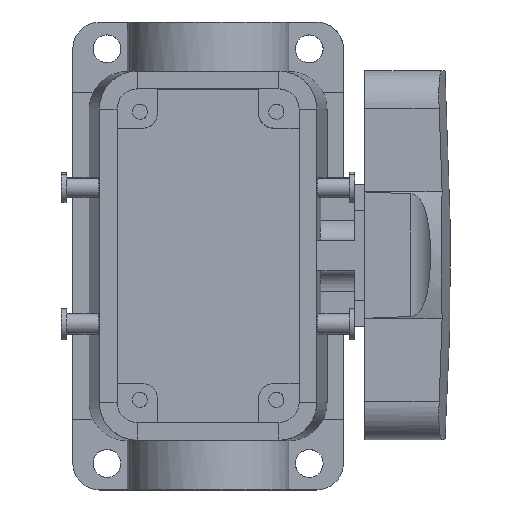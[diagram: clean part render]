
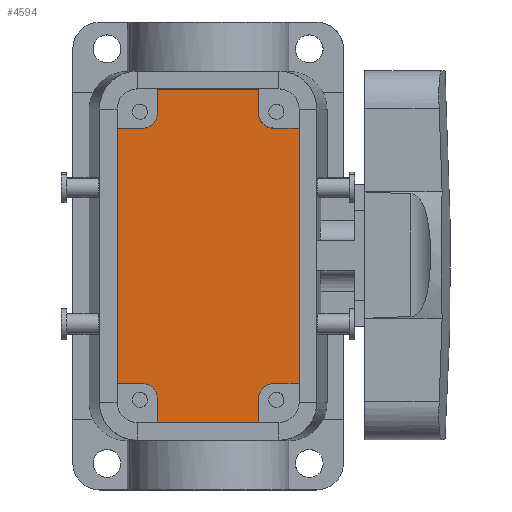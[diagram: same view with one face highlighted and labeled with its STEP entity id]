
A CAD part, top view. The second image highlights one B-rep face of the part: STEP entity #4594.
In plain terms, the highlighted planar face has unit normal (0, 0, 1).
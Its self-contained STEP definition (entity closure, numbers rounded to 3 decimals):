
#4469=AXIS2_PLACEMENT_3D('Plane Axis2P3D',#4466,#4467,#4468) ;
#3096=CARTESIAN_POINT('Vertex',(39.,13.25,5.5)) ;
#3099=CARTESIAN_POINT('Line Origine',(29.,13.25,5.5)) ;
#3103=CARTESIAN_POINT('Vertex',(19.,13.25,5.5)) ;
#3194=CARTESIAN_POINT('Vertex',(11.,21.,5.5)) ;
#3197=CARTESIAN_POINT('Line Origine',(11.,46.25,5.5)) ;
#3201=CARTESIAN_POINT('Vertex',(11.,71.5,5.5)) ;
#3269=CARTESIAN_POINT('Vertex',(19.,79.25,5.5)) ;
#3272=CARTESIAN_POINT('Line Origine',(29.,79.25,5.5)) ;
#3276=CARTESIAN_POINT('Vertex',(39.,79.25,5.5)) ;
#3367=CARTESIAN_POINT('Vertex',(47.,21.,5.5)) ;
#3393=CARTESIAN_POINT('Vertex',(47.,71.5,5.5)) ;
#3396=CARTESIAN_POINT('Line Origine',(47.,46.25,5.5)) ;
#4447=CARTESIAN_POINT('Line Origine',(39.,15.625,5.5)) ;
#4451=CARTESIAN_POINT('Vertex',(39.,18.,5.5)) ;
#4466=CARTESIAN_POINT('Axis2P3D Location',(29.,46.25,5.5)) ;
#4472=CARTESIAN_POINT('Control Point',(39.,18.,5.5)) ;
#4473=CARTESIAN_POINT('Control Point',(39.,18.339,5.5)) ;
#4474=CARTESIAN_POINT('Control Point',(39.048,18.679,5.5)) ;
#4475=CARTESIAN_POINT('Control Point',(39.144,19.009,5.5)) ;
#4476=CARTESIAN_POINT('Control Point',(39.427,19.634,5.5)) ;
#4477=CARTESIAN_POINT('Control Point',(39.872,20.155,5.5)) ;
#4478=CARTESIAN_POINT('Control Point',(40.13,20.383,5.5)) ;
#4479=CARTESIAN_POINT('Control Point',(40.639,20.717,5.5)) ;
#4480=CARTESIAN_POINT('Control Point',(41.213,20.913,5.5)) ;
#4481=CARTESIAN_POINT('Control Point',(41.473,20.971,5.5)) ;
#4482=CARTESIAN_POINT('Control Point',(41.736,21.,5.5)) ;
#4483=CARTESIAN_POINT('Control Point',(42.,21.,5.5)) ;
#4484=CARTESIAN_POINT('Vertex',(42.,21.,5.5)) ;
#4487=CARTESIAN_POINT('Line Origine',(44.5,21.,5.5)) ;
#4492=CARTESIAN_POINT('Line Origine',(44.5,71.5,5.5)) ;
#4496=CARTESIAN_POINT('Vertex',(42.,71.5,5.5)) ;
#4500=CARTESIAN_POINT('Control Point',(42.,71.5,5.5)) ;
#4501=CARTESIAN_POINT('Control Point',(41.661,71.5,5.5)) ;
#4502=CARTESIAN_POINT('Control Point',(41.321,71.548,5.5)) ;
#4503=CARTESIAN_POINT('Control Point',(40.991,71.644,5.5)) ;
#4504=CARTESIAN_POINT('Control Point',(40.366,71.927,5.5)) ;
#4505=CARTESIAN_POINT('Control Point',(39.845,72.372,5.5)) ;
#4506=CARTESIAN_POINT('Control Point',(39.617,72.63,5.5)) ;
#4507=CARTESIAN_POINT('Control Point',(39.283,73.139,5.5)) ;
#4508=CARTESIAN_POINT('Control Point',(39.087,73.713,5.5)) ;
#4509=CARTESIAN_POINT('Control Point',(39.029,73.973,5.5)) ;
#4510=CARTESIAN_POINT('Control Point',(39.,74.236,5.5)) ;
#4511=CARTESIAN_POINT('Control Point',(39.,74.5,5.5)) ;
#4512=CARTESIAN_POINT('Vertex',(39.,74.5,5.5)) ;
#4515=CARTESIAN_POINT('Line Origine',(39.,76.875,5.5)) ;
#4520=CARTESIAN_POINT('Line Origine',(19.,76.875,5.5)) ;
#4524=CARTESIAN_POINT('Vertex',(19.,74.5,5.5)) ;
#4528=CARTESIAN_POINT('Control Point',(19.,74.5,5.5)) ;
#4529=CARTESIAN_POINT('Control Point',(19.,74.161,5.5)) ;
#4530=CARTESIAN_POINT('Control Point',(18.952,73.821,5.5)) ;
#4531=CARTESIAN_POINT('Control Point',(18.856,73.491,5.5)) ;
#4532=CARTESIAN_POINT('Control Point',(18.573,72.866,5.5)) ;
#4533=CARTESIAN_POINT('Control Point',(18.128,72.345,5.5)) ;
#4534=CARTESIAN_POINT('Control Point',(17.87,72.117,5.5)) ;
#4535=CARTESIAN_POINT('Control Point',(17.361,71.783,5.5)) ;
#4536=CARTESIAN_POINT('Control Point',(16.787,71.587,5.5)) ;
#4537=CARTESIAN_POINT('Control Point',(16.527,71.529,5.5)) ;
#4538=CARTESIAN_POINT('Control Point',(16.264,71.5,5.5)) ;
#4539=CARTESIAN_POINT('Control Point',(16.,71.5,5.5)) ;
#4540=CARTESIAN_POINT('Vertex',(16.,71.5,5.5)) ;
#4543=CARTESIAN_POINT('Line Origine',(13.5,71.5,5.5)) ;
#4548=CARTESIAN_POINT('Line Origine',(13.5,21.,5.5)) ;
#4552=CARTESIAN_POINT('Vertex',(16.,21.,5.5)) ;
#4556=CARTESIAN_POINT('Control Point',(16.,21.,5.5)) ;
#4557=CARTESIAN_POINT('Control Point',(16.339,21.,5.5)) ;
#4558=CARTESIAN_POINT('Control Point',(16.679,20.952,5.5)) ;
#4559=CARTESIAN_POINT('Control Point',(17.009,20.856,5.5)) ;
#4560=CARTESIAN_POINT('Control Point',(17.634,20.573,5.5)) ;
#4561=CARTESIAN_POINT('Control Point',(18.155,20.128,5.5)) ;
#4562=CARTESIAN_POINT('Control Point',(18.383,19.87,5.5)) ;
#4563=CARTESIAN_POINT('Control Point',(18.717,19.361,5.5)) ;
#4564=CARTESIAN_POINT('Control Point',(18.913,18.787,5.5)) ;
#4565=CARTESIAN_POINT('Control Point',(18.971,18.527,5.5)) ;
#4566=CARTESIAN_POINT('Control Point',(19.,18.264,5.5)) ;
#4567=CARTESIAN_POINT('Control Point',(19.,18.,5.5)) ;
#4568=CARTESIAN_POINT('Vertex',(19.,18.,5.5)) ;
#4571=CARTESIAN_POINT('Line Origine',(19.,15.625,5.5)) ;
#3100=DIRECTION('Vector Direction',(1.,0.,0.)) ;
#3198=DIRECTION('Vector Direction',(0.,1.,0.)) ;
#3273=DIRECTION('Vector Direction',(-1.,0.,0.)) ;
#3397=DIRECTION('Vector Direction',(0.,-1.,0.)) ;
#4448=DIRECTION('Vector Direction',(0.,-1.,0.)) ;
#4467=DIRECTION('Axis2P3D Direction',(-0.,0.,1.)) ;
#4468=DIRECTION('Axis2P3D XDirection',(0.,-1.,0.)) ;
#4488=DIRECTION('Vector Direction',(-1.,0.,0.)) ;
#4493=DIRECTION('Vector Direction',(-1.,0.,0.)) ;
#4516=DIRECTION('Vector Direction',(0.,1.,0.)) ;
#4521=DIRECTION('Vector Direction',(0.,1.,0.)) ;
#4544=DIRECTION('Vector Direction',(1.,0.,0.)) ;
#4549=DIRECTION('Vector Direction',(1.,0.,0.)) ;
#4572=DIRECTION('Vector Direction',(0.,-1.,0.)) ;
#3101=VECTOR('Line Direction',#3100,1.) ;
#3199=VECTOR('Line Direction',#3198,1.) ;
#3274=VECTOR('Line Direction',#3273,1.) ;
#3398=VECTOR('Line Direction',#3397,1.) ;
#4449=VECTOR('Line Direction',#4448,1.) ;
#4489=VECTOR('Line Direction',#4488,1.) ;
#4494=VECTOR('Line Direction',#4493,1.) ;
#4517=VECTOR('Line Direction',#4516,1.) ;
#4522=VECTOR('Line Direction',#4521,1.) ;
#4545=VECTOR('Line Direction',#4544,1.) ;
#4550=VECTOR('Line Direction',#4549,1.) ;
#4573=VECTOR('Line Direction',#4572,1.) ;
#4577=ORIENTED_EDGE('',*,*,#4486,.F.) ;
#4578=ORIENTED_EDGE('',*,*,#4491,.F.) ;
#4579=ORIENTED_EDGE('',*,*,#3400,.T.) ;
#4580=ORIENTED_EDGE('',*,*,#4498,.T.) ;
#4581=ORIENTED_EDGE('',*,*,#4514,.F.) ;
#4582=ORIENTED_EDGE('',*,*,#4519,.T.) ;
#4583=ORIENTED_EDGE('',*,*,#3278,.T.) ;
#4584=ORIENTED_EDGE('',*,*,#4526,.F.) ;
#4585=ORIENTED_EDGE('',*,*,#4542,.F.) ;
#4586=ORIENTED_EDGE('',*,*,#4547,.F.) ;
#4587=ORIENTED_EDGE('',*,*,#3203,.T.) ;
#4588=ORIENTED_EDGE('',*,*,#4554,.T.) ;
#4589=ORIENTED_EDGE('',*,*,#4570,.F.) ;
#4590=ORIENTED_EDGE('',*,*,#4575,.T.) ;
#4591=ORIENTED_EDGE('',*,*,#3105,.T.) ;
#4592=ORIENTED_EDGE('',*,*,#4453,.F.) ;
#4594=ADVANCED_FACE('Housing',(#4593),#4470,.T.) ;
#4471=B_SPLINE_CURVE_WITH_KNOTS('',5,(#4472,#4473,#4474,#4475,#4476,#4477,#4478,#4479,#4480,#4481,#4482,#4483),.UNSPECIFIED.,.F.,.U.,(6,3,3,6),(0.,2.4,4.8,6.664),.UNSPECIFIED.) ;
#4499=B_SPLINE_CURVE_WITH_KNOTS('',5,(#4500,#4501,#4502,#4503,#4504,#4505,#4506,#4507,#4508,#4509,#4510,#4511),.UNSPECIFIED.,.F.,.U.,(6,3,3,6),(0.,2.4,4.8,6.664),.UNSPECIFIED.) ;
#4527=B_SPLINE_CURVE_WITH_KNOTS('',5,(#4528,#4529,#4530,#4531,#4532,#4533,#4534,#4535,#4536,#4537,#4538,#4539),.UNSPECIFIED.,.F.,.U.,(6,3,3,6),(0.,2.4,4.8,6.664),.UNSPECIFIED.) ;
#4555=B_SPLINE_CURVE_WITH_KNOTS('',5,(#4556,#4557,#4558,#4559,#4560,#4561,#4562,#4563,#4564,#4565,#4566,#4567),.UNSPECIFIED.,.F.,.U.,(6,3,3,6),(0.,2.4,4.8,6.664),.UNSPECIFIED.) ;
#3105=EDGE_CURVE('',#3104,#3097,#3102,.T.) ;
#3203=EDGE_CURVE('',#3202,#3195,#3200,.F.) ;
#3278=EDGE_CURVE('',#3277,#3270,#3275,.T.) ;
#3400=EDGE_CURVE('',#3368,#3394,#3399,.F.) ;
#4453=EDGE_CURVE('',#4452,#3097,#4450,.T.) ;
#4486=EDGE_CURVE('',#4485,#4452,#4471,.F.) ;
#4491=EDGE_CURVE('',#3368,#4485,#4490,.T.) ;
#4498=EDGE_CURVE('',#3394,#4497,#4495,.T.) ;
#4514=EDGE_CURVE('',#4513,#4497,#4499,.F.) ;
#4519=EDGE_CURVE('',#4513,#3277,#4518,.T.) ;
#4526=EDGE_CURVE('',#4525,#3270,#4523,.T.) ;
#4542=EDGE_CURVE('',#4541,#4525,#4527,.F.) ;
#4547=EDGE_CURVE('',#3202,#4541,#4546,.T.) ;
#4554=EDGE_CURVE('',#3195,#4553,#4551,.T.) ;
#4570=EDGE_CURVE('',#4569,#4553,#4555,.F.) ;
#4575=EDGE_CURVE('',#4569,#3104,#4574,.T.) ;
#4576=EDGE_LOOP('',(#4577,#4578,#4579,#4580,#4581,#4582,#4583,#4584,#4585,#4586,#4587,#4588,#4589,#4590,#4591,#4592)) ;
#4593=FACE_OUTER_BOUND('',#4576,.T.) ;
#3102=LINE('Line',#3099,#3101) ;
#3200=LINE('Line',#3197,#3199) ;
#3275=LINE('Line',#3272,#3274) ;
#3399=LINE('Line',#3396,#3398) ;
#4450=LINE('Line',#4447,#4449) ;
#4490=LINE('Line',#4487,#4489) ;
#4495=LINE('Line',#4492,#4494) ;
#4518=LINE('Line',#4515,#4517) ;
#4523=LINE('Line',#4520,#4522) ;
#4546=LINE('Line',#4543,#4545) ;
#4551=LINE('Line',#4548,#4550) ;
#4574=LINE('Line',#4571,#4573) ;
#4470=PLANE('',#4469) ;
#3097=VERTEX_POINT('',#3096) ;
#3104=VERTEX_POINT('',#3103) ;
#3195=VERTEX_POINT('',#3194) ;
#3202=VERTEX_POINT('',#3201) ;
#3270=VERTEX_POINT('',#3269) ;
#3277=VERTEX_POINT('',#3276) ;
#3368=VERTEX_POINT('',#3367) ;
#3394=VERTEX_POINT('',#3393) ;
#4452=VERTEX_POINT('',#4451) ;
#4485=VERTEX_POINT('',#4484) ;
#4497=VERTEX_POINT('',#4496) ;
#4513=VERTEX_POINT('',#4512) ;
#4525=VERTEX_POINT('',#4524) ;
#4541=VERTEX_POINT('',#4540) ;
#4553=VERTEX_POINT('',#4552) ;
#4569=VERTEX_POINT('',#4568) ;
